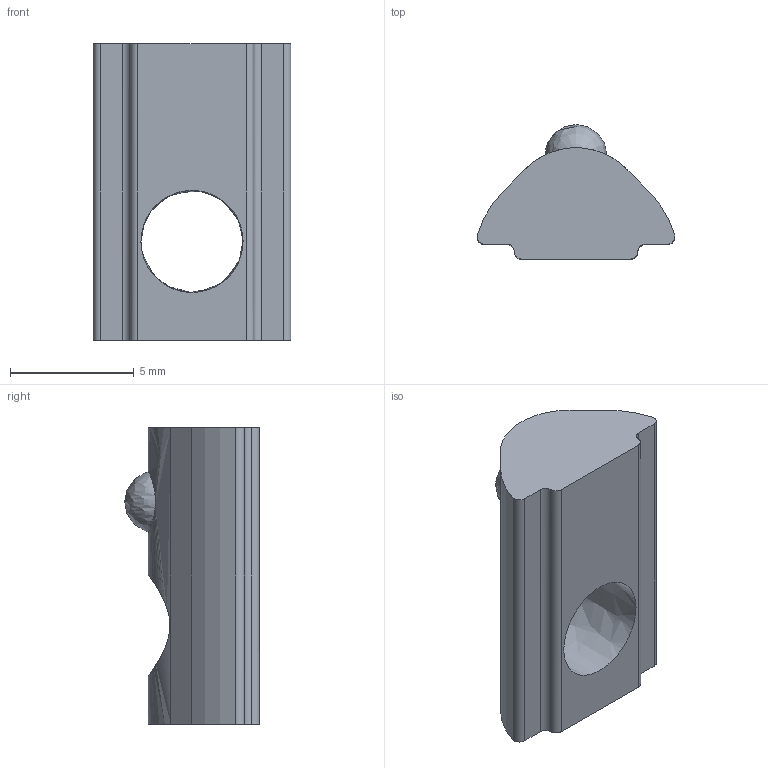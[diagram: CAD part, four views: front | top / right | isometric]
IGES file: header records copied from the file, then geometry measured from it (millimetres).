
Global section: file name: SV2195V_A; native system: Autodesk Inventor 2015; preprocessor: unknown; author: Boeke; date: 20151128.120833; units: millimetre
Bounding box: 8.01 x 5.45 x 12 mm (x, y, z)
Volume: 240.7 mm3; surface area: 395.2 mm2
Topology: 3 solids, 3 shells, 23 faces, 60 edges, 41 vertices
Faces by surface type: bspline 23
